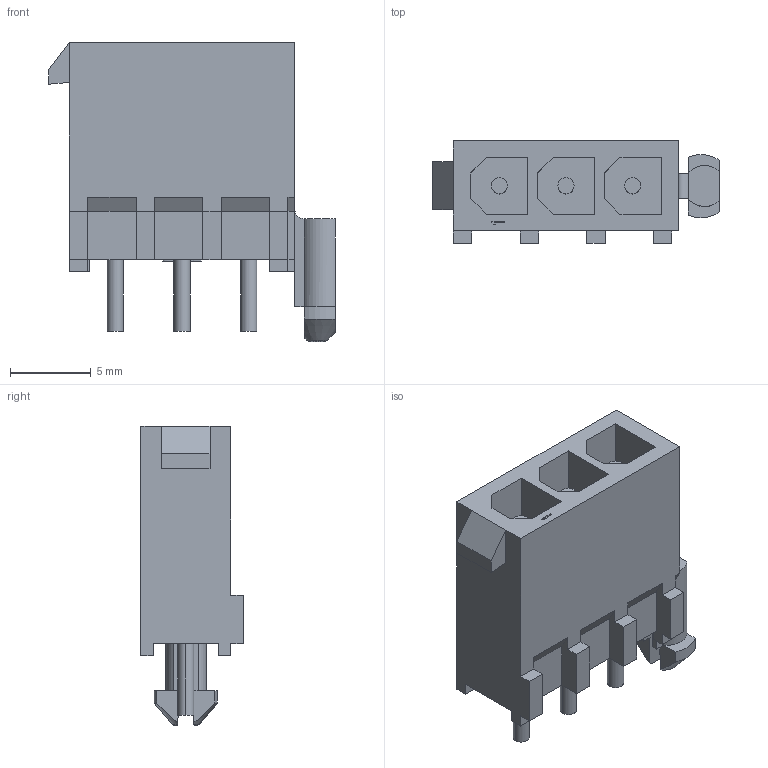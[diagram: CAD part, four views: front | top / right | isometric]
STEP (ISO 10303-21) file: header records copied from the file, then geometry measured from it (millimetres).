
FILE_DESCRIPTION((''),'2;1');
FILE_NAME('TYCO_1-770170-1.stp','2011-05-26T12:45:54',(''),(''),'Mechanical Desktop 2011','Mechanical Desktop 2011',', , ');
FILE_SCHEMA(('AUTOMOTIVE_DESIGN { 1 2 10303 214 1 1 1 1 }'));
Length unit declared in the file: millimetre
Products named in the file (1): Product
Bounding box: 17.81 x 6.35 x 18.57 mm (x, y, z)
Volume: 785.4 mm3; surface area: 1325.1 mm2
Topology: 7 solids, 7 shells, 167 faces, 423 edges, 279 vertices
Faces by surface type: plane 142, cylinder 19, cone 2, torus 2, bspline 2
Entity records: 5077 total; most frequent: CARTESIAN_POINT 995, ORIENTED_EDGE 846, DIRECTION 780, EDGE_CURVE 423, VECTOR 362, LINE 362, VERTEX_POINT 279, AXIS2_PLACEMENT_3D 209
